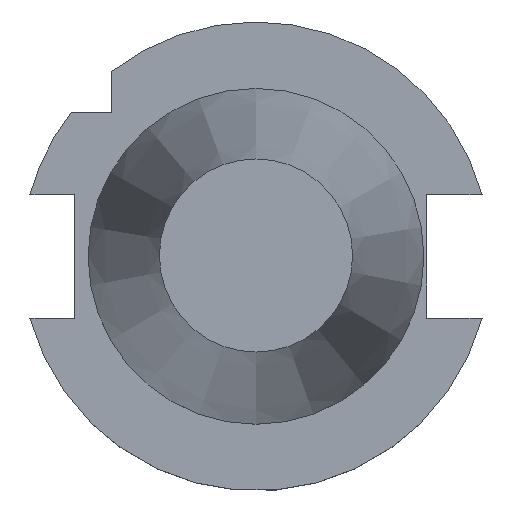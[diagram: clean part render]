
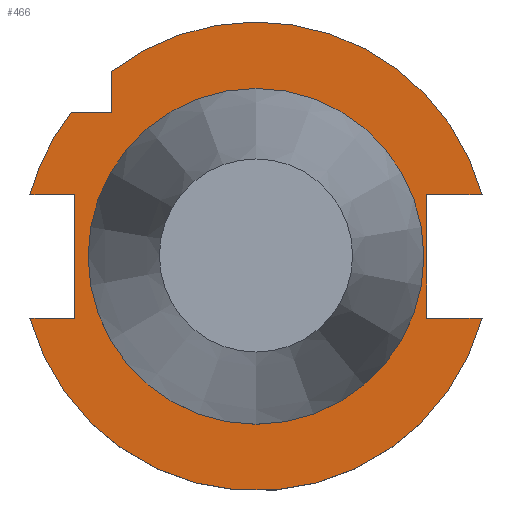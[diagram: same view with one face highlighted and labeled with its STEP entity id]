
A CAD part, top view. The second image highlights one B-rep face of the part: STEP entity #466.
In plain terms, the highlighted planar face has unit normal (0, 0, 1).
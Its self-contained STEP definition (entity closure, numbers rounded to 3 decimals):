
#219=EDGE_CURVE('240[2]',#600,#601,#602,.T.);
#223=EDGE_CURVE('240[2]',#608,#609,#610,.T.);
#252=EDGE_CURVE('240[2]',#651,#652,#653,.T.);
#276=EDGE_CURVE('240[2]',#600,#651,#686,.T.);
#292=EDGE_CURVE('240[2]',#710,#711,#712,.T.);
#315=EDGE_CURVE('240[2]',#739,#710,#742,.T.);
#336=EDGE_CURVE('240[2]',#768,#768,#769,.T.);
#349=EDGE_CURVE('240[2]',#609,#786,#787,.T.);
#389=EDGE_CURVE('240[2]',#652,#612,#841,.T.);
#398=EDGE_CURVE('240[2]',#608,#612,#852,.T.);
#466=ADVANCED_FACE('240[2]',(#933,#934),#935,.T.);
#470=EDGE_CURVE('240[2]',#711,#601,#939,.T.);
#480=EDGE_CURVE('240[2]',#739,#786,#949,.T.);
#600=VERTEX_POINT('',#1117);
#601=VERTEX_POINT('',#1118);
#602=CIRCLE('',#1119,48.75);
#608=VERTEX_POINT('',#1136);
#609=VERTEX_POINT('',#1137);
#610=LINE('',#1138,#1139);
#612=VERTEX_POINT('',#1142);
#651=VERTEX_POINT('',#1205);
#652=VERTEX_POINT('',#1206);
#653=LINE('',#1207,#1208);
#686=LINE('',#1330,#1331);
#710=VERTEX_POINT('',#1428);
#711=VERTEX_POINT('',#1429);
#712=LINE('',#1430,#1431);
#739=VERTEX_POINT('',#1467);
#742=LINE('',#1472,#1473);
#768=VERTEX_POINT('',#1512);
#769=CIRCLE('',#1513,34.925);
#786=VERTEX_POINT('',#1538);
#787=LINE('',#1539,#1540);
#841=LINE('',#1616,#1617);
#852=CIRCLE('',#1633,48.75);
#933=FACE_BOUND('',#1783,.T.);
#934=FACE_OUTER_BOUND('',#1784,.T.);
#935=PLANE('',#1785);
#939=LINE('',#1800,#1801);
#949=CIRCLE('',#1818,48.75);
#1117=CARTESIAN_POINT('',(47.026,-12.85,-3.2));
#1118=CARTESIAN_POINT('',(-47.026,-12.85,-3.2));
#1119=AXIS2_PLACEMENT_3D('',#1966,#1967,#1968);
#1136=CARTESIAN_POINT('',(-30.0,38.426,-3.2));
#1137=CARTESIAN_POINT('',(-30.0,30.0,-3.2));
#1138=CARTESIAN_POINT('',(-30.0,38.978,-3.2));
#1139=VECTOR('',#1969,1.0);
#1142=CARTESIAN_POINT('',(47.026,12.85,-3.2));
#1205=CARTESIAN_POINT('',(35.5,-12.85,-3.2));
#1206=CARTESIAN_POINT('',(35.5,12.85,-3.2));
#1207=CARTESIAN_POINT('',(35.5,20.919,-3.2));
#1208=VECTOR('',#2023,1.0);
#1330=CARTESIAN_POINT('',(21.422,-12.85,-3.2));
#1331=VECTOR('',#2050,1.0);
#1428=CARTESIAN_POINT('',(-37.7,12.85,-3.2));
#1429=CARTESIAN_POINT('',(-37.7,-12.85,-3.2));
#1430=CARTESIAN_POINT('',(-37.7,20.919,-3.2));
#1431=VECTOR('',#2072,1.0);
#1467=CARTESIAN_POINT('',(-47.026,12.85,-3.2));
#1472=CARTESIAN_POINT('',(-21.972,12.85,-3.2));
#1473=VECTOR('',#2119,1.0);
#1512=CARTESIAN_POINT('',(0.,34.925,-3.2));
#1513=AXIS2_PLACEMENT_3D('',#2151,#2152,#2153);
#1538=CARTESIAN_POINT('',(-38.426,30.0,-3.2));
#1539=CARTESIAN_POINT('',(-18.059,30.0,-3.2));
#1540=VECTOR('',#2168,1.0);
#1616=CARTESIAN_POINT('',(21.422,12.85,-3.2));
#1617=VECTOR('',#2239,1.0);
#1633=AXIS2_PLACEMENT_3D('',#2252,#2253,#2254);
#1783=EDGE_LOOP('',(#2342));
#1784=EDGE_LOOP('',(#2343,#2344,#2345,#2346,#2347,#2348,#2349,#2350,#2351,#2352,#2353));
#1785=AXIS2_PLACEMENT_3D('',#2354,#2355,#2356);
#1800=CARTESIAN_POINT('',(-21.972,-12.85,-3.2));
#1801=VECTOR('',#2357,1.0);
#1818=AXIS2_PLACEMENT_3D('',#2366,#2367,#2368);
#1966=CARTESIAN_POINT('',(0.,0.,-3.2));
#1967=DIRECTION('',(0.,0.,-1.0));
#1968=DIRECTION('',(0.,1.0,0.));
#1969=DIRECTION('',(0.0,-1.0,0.));
#2023=DIRECTION('',(0.0,1.0,0.));
#2050=DIRECTION('',(-1.0,0.,0.));
#2072=DIRECTION('',(0.0,-1.0,0.));
#2119=DIRECTION('',(1.0,0.,0.));
#2151=CARTESIAN_POINT('',(0.,0.,-3.2));
#2152=DIRECTION('',(0.,0.,-1.0));
#2153=DIRECTION('',(0.,1.0,0.));
#2168=DIRECTION('',(-1.0,0.0,0.));
#2239=DIRECTION('',(1.0,0.,0.));
#2252=CARTESIAN_POINT('',(0.,0.,-3.2));
#2253=DIRECTION('',(0.,0.,-1.0));
#2254=DIRECTION('',(0.,1.0,0.));
#2342=ORIENTED_EDGE('',*,*,#336,.T.);
#2343=ORIENTED_EDGE('',*,*,#223,.T.);
#2344=ORIENTED_EDGE('',*,*,#349,.T.);
#2345=ORIENTED_EDGE('',*,*,#480,.F.);
#2346=ORIENTED_EDGE('',*,*,#315,.T.);
#2347=ORIENTED_EDGE('',*,*,#292,.T.);
#2348=ORIENTED_EDGE('',*,*,#470,.T.);
#2349=ORIENTED_EDGE('',*,*,#219,.F.);
#2350=ORIENTED_EDGE('',*,*,#276,.T.);
#2351=ORIENTED_EDGE('',*,*,#252,.T.);
#2352=ORIENTED_EDGE('',*,*,#389,.T.);
#2353=ORIENTED_EDGE('',*,*,#398,.F.);
#2354=CARTESIAN_POINT('',(0.,41.838,-3.2));
#2355=DIRECTION('',(0.,0.,1.0));
#2356=DIRECTION('',(0.,-1.0,0.));
#2357=DIRECTION('',(-1.0,0.,0.));
#2366=CARTESIAN_POINT('',(0.,0.,-3.2));
#2367=DIRECTION('',(0.,0.,-1.0));
#2368=DIRECTION('',(0.,1.0,0.));
